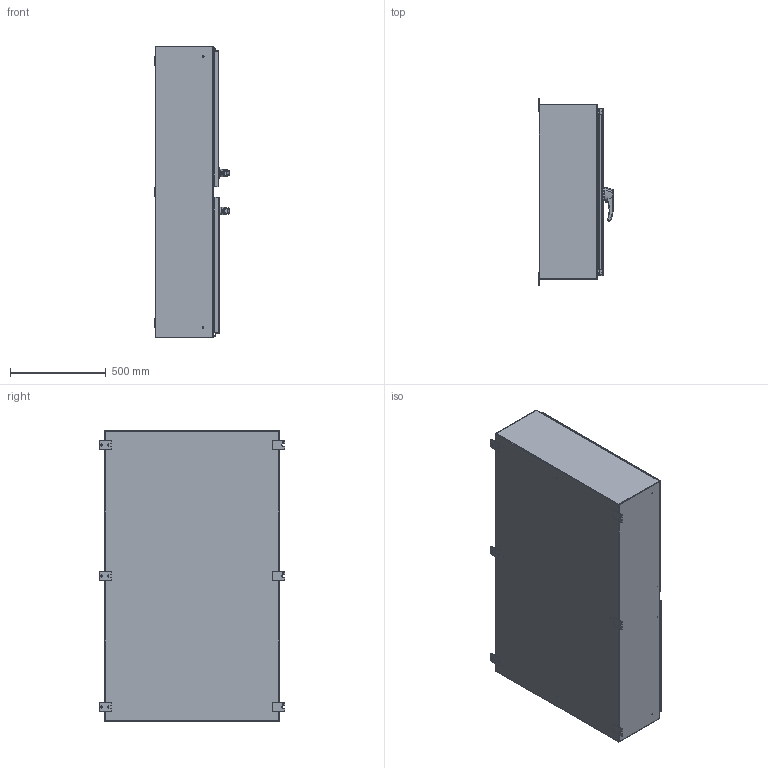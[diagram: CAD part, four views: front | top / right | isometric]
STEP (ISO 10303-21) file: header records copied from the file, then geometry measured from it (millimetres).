
FILE_DESCRIPTION (( 'STEP AP214' ), '1' );
FILE_NAME ('HN4WM366012SS.STEP', '2019-08-27T19:36:01', ( '' ), ( '' ), 'SwSTEP 2.0', 'SolidWorks 2018', '' );
FILE_SCHEMA (( 'AUTOMOTIVE_DESIGN' ));
Length unit declared in the file: inch
Products named in the file (1): HN4WM366012SS
Bounding box: 391.8 x 971.55 x 1524 mm (x, y, z)
Volume: 15729700.5 mm3; surface area: 12915657.6 mm2
Topology: 110 solids, 112 shells, 2935 faces, 7548 edges, 4888 vertices
Faces by surface type: plane 1387, cylinder 1280, bspline 136, cone 132
Entity records: 140222 total; most frequent: CARTESIAN_POINT 28856, ORIENTED_EDGE 15068, DIRECTION 14984, EDGE_CURVE 7534, AXIS2_PLACEMENT_3D 5416, VERTEX_POINT 4888, LINE 4152, VECTOR 4152
